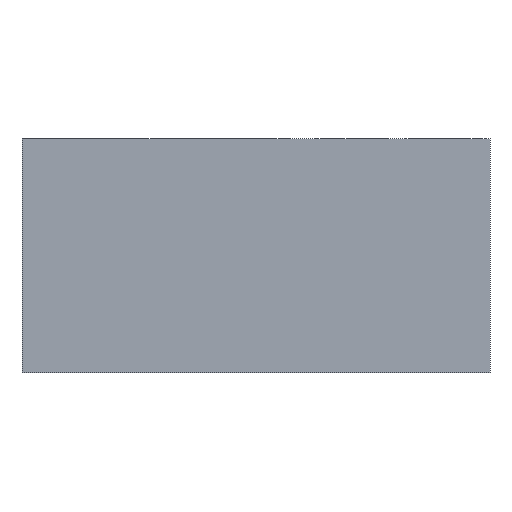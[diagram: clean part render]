
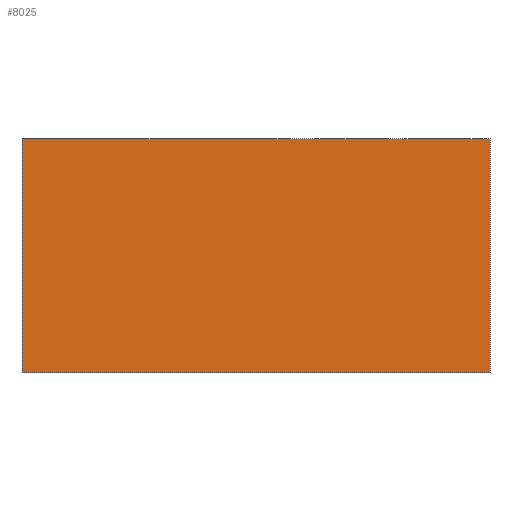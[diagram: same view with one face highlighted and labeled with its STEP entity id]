
A CAD part, left-side view. The second image highlights one B-rep face of the part: STEP entity #8025.
In plain terms, the highlighted planar face has unit normal (-1, 0, 0).
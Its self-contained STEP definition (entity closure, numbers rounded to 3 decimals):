
#904=FACE_OUTER_BOUND('',#1353,.T.);
#1353=EDGE_LOOP('',(#6969,#6970,#6971,#6972));
#1745=LINE('',#12216,#2552);
#2179=LINE('',#13513,#2986);
#2180=LINE('',#13515,#2987);
#2181=LINE('',#13516,#2988);
#2552=VECTOR('',#9068,10.);
#2986=VECTOR('',#10162,10.);
#2987=VECTOR('',#10163,10.);
#2988=VECTOR('',#10164,10.);
#3339=VERTEX_POINT('',#12213);
#3340=VERTEX_POINT('',#12215);
#3745=VERTEX_POINT('',#13512);
#3746=VERTEX_POINT('',#13514);
#4266=EDGE_CURVE('',#3339,#3340,#1745,.T.);
#4836=EDGE_CURVE('',#3339,#3745,#2179,.T.);
#4837=EDGE_CURVE('',#3745,#3746,#2180,.T.);
#4838=EDGE_CURVE('',#3340,#3746,#2181,.T.);
#6969=ORIENTED_EDGE('',*,*,#4836,.T.);
#6970=ORIENTED_EDGE('',*,*,#4837,.T.);
#6971=ORIENTED_EDGE('',*,*,#4838,.F.);
#6972=ORIENTED_EDGE('',*,*,#4266,.F.);
#7296=PLANE('',#8481);
#8025=ADVANCED_FACE('',(#904),#7296,.T.);
#8481=AXIS2_PLACEMENT_3D('',#13511,#10160,#10161);
#9068=DIRECTION('',(0.,0.,1.));
#10160=DIRECTION('center_axis',(-1.,0.,0.));
#10161=DIRECTION('ref_axis',(0.,-1.,0.));
#10162=DIRECTION('',(0.,-1.,0.));
#10163=DIRECTION('',(0.,0.,1.));
#10164=DIRECTION('',(0.,-1.,0.));
#12213=CARTESIAN_POINT('',(0.,50.8,0.));
#12215=CARTESIAN_POINT('',(0.,50.8,25.4));
#12216=CARTESIAN_POINT('',(0.,50.8,0.));
#13511=CARTESIAN_POINT('Origin',(0.,50.8,0.));
#13512=CARTESIAN_POINT('',(0.,0.,0.));
#13513=CARTESIAN_POINT('',(0.,50.8,0.));
#13514=CARTESIAN_POINT('',(0.,0.,25.4));
#13515=CARTESIAN_POINT('',(0.,0.,0.));
#13516=CARTESIAN_POINT('',(0.,50.8,25.4));
